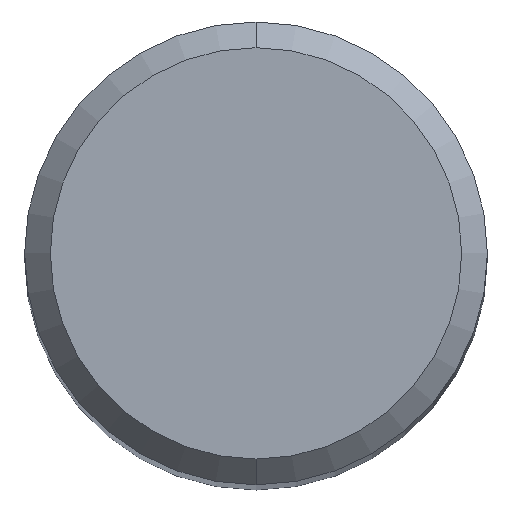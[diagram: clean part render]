
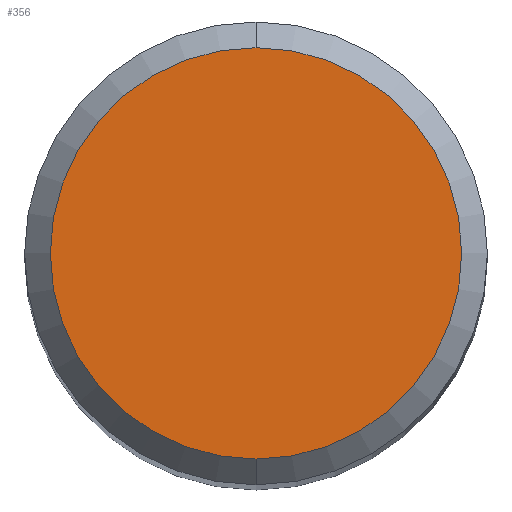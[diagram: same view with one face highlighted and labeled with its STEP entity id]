
A CAD part, top view. The second image highlights one B-rep face of the part: STEP entity #356.
In plain terms, the highlighted planar face has unit normal (0, 0, 1).
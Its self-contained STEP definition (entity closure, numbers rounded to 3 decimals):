
#244=EDGE_CURVE('',#322,#402,#553,.T.);
#322=VERTEX_POINT('',#638);
#352=EDGE_CURVE('',#402,#322,#671,.T.);
#356=ADVANCED_FACE('',(#675),#676,.T.);
#402=VERTEX_POINT('',#729);
#553=CIRCLE('',#909,4.0);
#638=CARTESIAN_POINT('',(0.0,4.0,0.0));
#671=CIRCLE('',#1188,4.0);
#675=FACE_OUTER_BOUND('',#1194,.T.);
#676=PLANE('',#1195);
#729=CARTESIAN_POINT('',(0.,-4.0,0.0));
#909=AXIS2_PLACEMENT_3D('',#1542,#1543,#1544);
#1188=AXIS2_PLACEMENT_3D('',#1666,#1667,#1668);
#1194=EDGE_LOOP('',(#1671,#1672));
#1195=AXIS2_PLACEMENT_3D('',#1673,#1674,#1675);
#1542=CARTESIAN_POINT('',(0.0,0.0,0.0));
#1543=DIRECTION('',(0.0,0.0,-1.0));
#1544=DIRECTION('',(0.0,1.0,0.0));
#1666=CARTESIAN_POINT('',(0.0,0.0,0.0));
#1667=DIRECTION('',(0.0,0.0,-1.0));
#1668=DIRECTION('',(0.0,1.0,0.0));
#1671=ORIENTED_EDGE('',*,*,#244,.F.);
#1672=ORIENTED_EDGE('',*,*,#352,.F.);
#1673=CARTESIAN_POINT('',(0.0,2.0,0.0));
#1674=DIRECTION('',(-0.0,0.0,1.0));
#1675=DIRECTION('',(0.0,-1.0,0.0));
